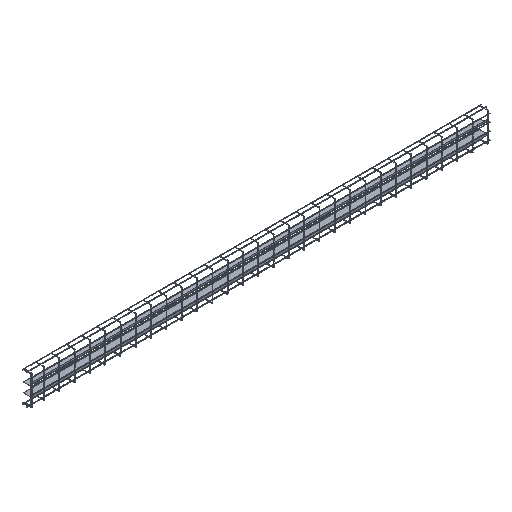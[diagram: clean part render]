
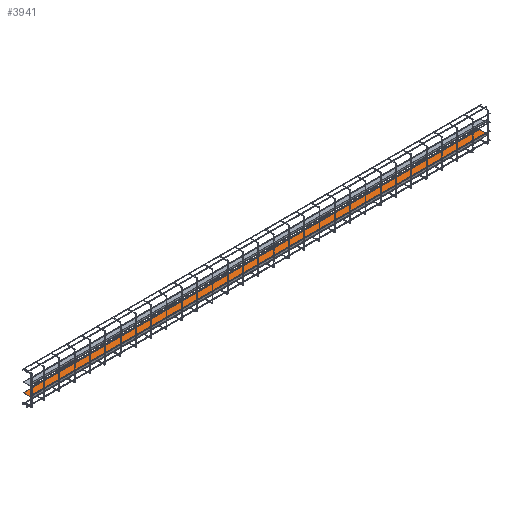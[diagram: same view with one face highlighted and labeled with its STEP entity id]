
A CAD part, isometric view. The second image highlights one B-rep face of the part: STEP entity #3941.
In plain terms, the highlighted face is planar.
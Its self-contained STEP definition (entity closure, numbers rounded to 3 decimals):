
#461 = VECTOR ( 'NONE', #30275, 1000. ) ;
#885 = ORIENTED_EDGE ( 'NONE', *, *, #17555, .T. ) ;
#1064 = DIRECTION ( 'NONE',  ( 0., 0., -1. ) ) ;
#1481 = VECTOR ( 'NONE', #1064, 1000. ) ;
#2558 = VERTEX_POINT ( 'NONE', #21911 ) ;
#2825 = EDGE_CURVE ( 'NONE', #16614, #14034, #18463, .T. ) ;
#3257 = DIRECTION ( 'NONE',  ( 0., 0., 1. ) ) ;
#3678 = FACE_OUTER_BOUND ( 'NONE', #24903, .T. ) ;
#3941 = ADVANCED_FACE ( 'NONE', ( #3678 ), #5061, .T. ) ;
#4411 = CARTESIAN_POINT ( 'NONE',  ( 0., 2., 0. ) ) ;
#4872 = CARTESIAN_POINT ( 'NONE',  ( 0., 43., 2980. ) ) ;
#5061 = PLANE ( 'NONE',  #27822 ) ;
#5226 = CARTESIAN_POINT ( 'NONE',  ( 0., 2., 2980. ) ) ;
#6004 = CARTESIAN_POINT ( 'NONE',  ( 0., 43., 2980. ) ) ;
#6977 = LINE ( 'NONE', #8611, #461 ) ;
#7972 = LINE ( 'NONE', #6004, #1481 ) ;
#8611 = CARTESIAN_POINT ( 'NONE',  ( 0., 0., 2980. ) ) ;
#11977 = EDGE_CURVE ( 'NONE', #16614, #16062, #6977, .T. ) ;
#13059 = ORIENTED_EDGE ( 'NONE', *, *, #11977, .T. ) ;
#14034 = VERTEX_POINT ( 'NONE', #4411 ) ;
#15308 = CARTESIAN_POINT ( 'NONE',  ( 0., 0., 2980. ) ) ;
#15397 = CARTESIAN_POINT ( 'NONE',  ( 0., 2., 2980. ) ) ;
#16062 = VERTEX_POINT ( 'NONE', #4872 ) ;
#16614 = VERTEX_POINT ( 'NONE', #5226 ) ;
#17552 = LINE ( 'NONE', #18189, #29573 ) ;
#17555 = EDGE_CURVE ( 'NONE', #16062, #2558, #7972, .T. ) ;
#17722 = VECTOR ( 'NONE', #26570, 1000. ) ;
#17731 = DIRECTION ( 'NONE',  ( -1., 0., 0. ) ) ;
#18189 = CARTESIAN_POINT ( 'NONE',  ( 0., 0., 0. ) ) ;
#18463 = LINE ( 'NONE', #15397, #17722 ) ;
#20627 = DIRECTION ( 'NONE',  ( 0., 1., 0. ) ) ;
#21911 = CARTESIAN_POINT ( 'NONE',  ( 0., 43., 0. ) ) ;
#24391 = ORIENTED_EDGE ( 'NONE', *, *, #25838, .F. ) ;
#24903 = EDGE_LOOP ( 'NONE', ( #24391, #30036, #13059, #885 ) ) ;
#25838 = EDGE_CURVE ( 'NONE', #14034, #2558, #17552, .T. ) ;
#26570 = DIRECTION ( 'NONE',  ( 0., 0., -1. ) ) ;
#27822 = AXIS2_PLACEMENT_3D ( 'NONE', #15308, #17731, #3257 ) ;
#29573 = VECTOR ( 'NONE', #20627, 1000. ) ;
#30036 = ORIENTED_EDGE ( 'NONE', *, *, #2825, .F. ) ;
#30275 = DIRECTION ( 'NONE',  ( 0., 1., 0. ) ) ;
